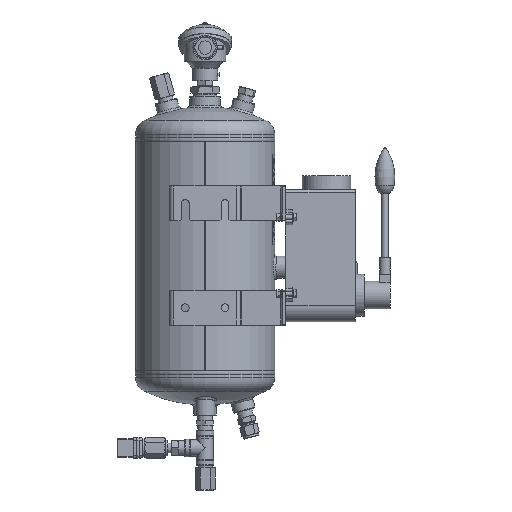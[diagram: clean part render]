
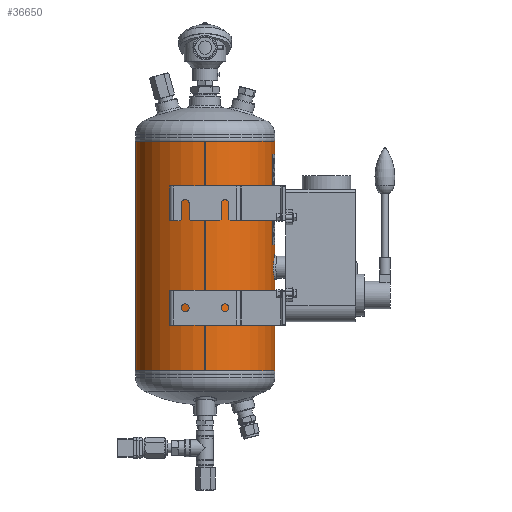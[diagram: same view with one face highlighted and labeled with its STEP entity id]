
A CAD part, left-side view. The second image highlights one B-rep face of the part: STEP entity #36650.
In plain terms, the highlighted cylindrical face has radius 100 mm (diameter 200 mm), a partial arc.
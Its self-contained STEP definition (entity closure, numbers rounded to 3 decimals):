
#2446=LINE('',#58111,#4790);
#2447=LINE('',#58116,#4791);
#2448=LINE('',#58120,#4792);
#2449=LINE('',#58124,#4793);
#4790=VECTOR('',#48838,1000.);
#4791=VECTOR('',#48841,1000.);
#4792=VECTOR('',#48844,1000.);
#4793=VECTOR('',#48847,1000.);
#7134=CIRCLE('',#45407,100.);
#7135=CIRCLE('',#45408,100.);
#7136=CIRCLE('',#45409,100.);
#7137=CIRCLE('',#45410,100.);
#8275=ORIENTED_EDGE('',*,*,#18949,.T.);
#8276=ORIENTED_EDGE('',*,*,#18950,.T.);
#8277=ORIENTED_EDGE('',*,*,#18951,.T.);
#8278=ORIENTED_EDGE('',*,*,#18952,.F.);
#8279=ORIENTED_EDGE('',*,*,#18953,.F.);
#8280=ORIENTED_EDGE('',*,*,#18954,.F.);
#8281=ORIENTED_EDGE('',*,*,#18955,.F.);
#8282=ORIENTED_EDGE('',*,*,#18956,.T.);
#8283=ORIENTED_EDGE('',*,*,#18957,.T.);
#8284=ORIENTED_EDGE('',*,*,#18958,.F.);
#8285=ORIENTED_EDGE('',*,*,#18959,.F.);
#18949=EDGE_CURVE('',#24286,#24286,#28048,.T.);
#18950=EDGE_CURVE('',#24287,#24287,#28049,.T.);
#18951=EDGE_CURVE('',#24288,#24288,#28050,.T.);
#18952=EDGE_CURVE('',#24289,#24290,#2446,.T.);
#18953=EDGE_CURVE('',#24291,#24289,#7134,.T.);
#18954=EDGE_CURVE('',#24292,#24291,#2447,.F.);
#18955=EDGE_CURVE('',#24293,#24292,#7135,.T.);
#18956=EDGE_CURVE('',#24293,#24294,#2448,.T.);
#18957=EDGE_CURVE('',#24294,#24295,#7136,.T.);
#18958=EDGE_CURVE('',#24296,#24295,#2449,.T.);
#18959=EDGE_CURVE('',#24290,#24296,#7137,.T.);
#24286=VERTEX_POINT('',#58086);
#24287=VERTEX_POINT('',#58098);
#24288=VERTEX_POINT('',#58110);
#24289=VERTEX_POINT('',#58112);
#24290=VERTEX_POINT('',#58113);
#24291=VERTEX_POINT('',#58115);
#24292=VERTEX_POINT('',#58117);
#24293=VERTEX_POINT('',#58119);
#24294=VERTEX_POINT('',#58121);
#24295=VERTEX_POINT('',#58123);
#24296=VERTEX_POINT('',#58125);
#28048=B_SPLINE_CURVE_WITH_KNOTS('',3,(#58067,#58068,#58069,#58070,#58071,
#58072,#58073,#58074,#58075,#58076,#58077,#58078,#58079,#58080,#58081,#58082,
#58083,#58084,#58085),.UNSPECIFIED.,.T.,.F.,(1,1,1,1,1,1,1,1,1,1,1,1,1,
1,1,1,1,1,1,1,1,1,1),(-0.018,-0.012,-0.006,
0.,0.006,0.012,0.018,0.023,
0.029,0.035,0.041,0.047,
0.053,0.059,0.065,0.07,
0.076,0.082,0.088,0.094,
0.1,0.106,0.112),.UNSPECIFIED.);
#28049=B_SPLINE_CURVE_WITH_KNOTS('',3,(#58087,#58088,#58089,#58090,#58091,
#58092,#58093,#58094,#58095,#58096,#58097),.UNSPECIFIED.,.T.,.F.,(1,1,1,
1,1,1,1,1,1,1,1,1,1,1,1),(-0.012,-0.008,-0.004,
0.,0.004,0.008,0.012,
0.016,0.02,0.023,0.027,
0.031,0.035,0.039,0.043),
 .UNSPECIFIED.);
#28050=B_SPLINE_CURVE_WITH_KNOTS('',3,(#58099,#58100,#58101,#58102,#58103,
#58104,#58105,#58106,#58107,#58108,#58109),.UNSPECIFIED.,.T.,.F.,(1,1,1,
1,1,1,1,1,1,1,1,1,1,1,1),(-0.012,-0.008,-0.004,
0.,0.004,0.008,0.012,
0.016,0.02,0.023,0.027,
0.031,0.035,0.039,0.043),
 .UNSPECIFIED.);
#29875=EDGE_LOOP('',(#8275));
#29876=EDGE_LOOP('',(#8276));
#29877=EDGE_LOOP('',(#8277));
#29878=EDGE_LOOP('',(#8278,#8279,#8280,#8281,#8282,#8283,#8284,#8285));
#32983=FACE_BOUND('',#29875,.T.);
#32984=FACE_BOUND('',#29876,.T.);
#32985=FACE_BOUND('',#29877,.T.);
#32986=FACE_BOUND('',#29878,.T.);
#36089=CYLINDRICAL_SURFACE('',#45406,100.);
#36650=ADVANCED_FACE('',(#32983,#32984,#32985,#32986),#36089,.T.);
#45406=AXIS2_PLACEMENT_3D('',#58066,#48836,#48837);
#45407=AXIS2_PLACEMENT_3D('',#58114,#48839,#48840);
#45408=AXIS2_PLACEMENT_3D('',#58118,#48842,#48843);
#45409=AXIS2_PLACEMENT_3D('',#58122,#48845,#48846);
#45410=AXIS2_PLACEMENT_3D('',#58126,#48848,#48849);
#48836=DIRECTION('',(0.,-1.,0.));
#48837=DIRECTION('',(0.,0.,-1.));
#48838=DIRECTION('',(0.,-1.,0.));
#48839=DIRECTION('',(0.,1.,0.));
#48840=DIRECTION('',(1.,0.,0.));
#48841=DIRECTION('',(0.,-1.,0.));
#48842=DIRECTION('',(0.,-1.,0.));
#48843=DIRECTION('',(1.,0.,0.));
#48844=DIRECTION('',(0.,-1.,0.));
#48845=DIRECTION('',(0.,1.,0.));
#48846=DIRECTION('',(1.,0.,0.));
#48847=DIRECTION('',(0.,-1.,0.));
#48848=DIRECTION('',(0.,-1.,0.));
#48849=DIRECTION('',(1.,0.,0.));
#58066=CARTESIAN_POINT('',(0.,330.,0.));
#58067=CARTESIAN_POINT('',(-98.994,187.429,14.208));
#58068=CARTESIAN_POINT('',(-98.806,181.503,15.395));
#58069=CARTESIAN_POINT('',(-98.993,175.608,14.214));
#58070=CARTESIAN_POINT('',(-99.436,170.625,10.88));
#58071=CARTESIAN_POINT('',(-99.878,167.295,5.9));
#58072=CARTESIAN_POINT('',(-100.061,166.117,0.009));
#58073=CARTESIAN_POINT('',(-99.879,167.288,-5.887));
#58074=CARTESIAN_POINT('',(-99.437,170.623,-10.879));
#58075=CARTESIAN_POINT('',(-98.992,175.61,-14.215));
#58076=CARTESIAN_POINT('',(-98.807,181.503,-15.391));
#58077=CARTESIAN_POINT('',(-98.992,187.396,-14.219));
#58078=CARTESIAN_POINT('',(-99.435,192.379,-10.892));
#58079=CARTESIAN_POINT('',(-99.877,195.718,-5.914));
#58080=CARTESIAN_POINT('',(-100.061,196.901,-0.013));
#58081=CARTESIAN_POINT('',(-99.878,195.728,5.889));
#58082=CARTESIAN_POINT('',(-99.437,192.395,10.874));
#58083=CARTESIAN_POINT('',(-98.994,187.429,14.208));
#58084=CARTESIAN_POINT('',(-98.806,181.503,15.395));
#58085=CARTESIAN_POINT('',(-98.993,175.608,14.214));
#58086=CARTESIAN_POINT('',(-98.869,181.508,15.));
#58087=CARTESIAN_POINT('',(3.922,158.915,-99.937));
#58088=CARTESIAN_POINT('',(-0.001,160.542,-100.031));
#58089=CARTESIAN_POINT('',(-3.918,158.916,-99.937));
#58090=CARTESIAN_POINT('',(-5.54,155.004,-99.844));
#58091=CARTESIAN_POINT('',(-3.921,151.083,-99.937));
#58092=CARTESIAN_POINT('',(-0.001,149.46,-100.031));
#58093=CARTESIAN_POINT('',(3.913,151.078,-99.938));
#58094=CARTESIAN_POINT('',(5.541,154.994,-99.844));
#58095=CARTESIAN_POINT('',(3.922,158.915,-99.937));
#58096=CARTESIAN_POINT('',(-0.001,160.542,-100.031));
#58097=CARTESIAN_POINT('',(-3.918,158.916,-99.937));
#58098=CARTESIAN_POINT('',(0.,160.,-100.));
#58099=CARTESIAN_POINT('',(3.922,48.915,-99.937));
#58100=CARTESIAN_POINT('',(-0.001,50.542,-100.031));
#58101=CARTESIAN_POINT('',(-3.918,48.916,-99.937));
#58102=CARTESIAN_POINT('',(-5.54,45.004,-99.844));
#58103=CARTESIAN_POINT('',(-3.921,41.083,-99.937));
#58104=CARTESIAN_POINT('',(-0.001,39.46,-100.031));
#58105=CARTESIAN_POINT('',(3.913,41.078,-99.938));
#58106=CARTESIAN_POINT('',(5.541,44.994,-99.844));
#58107=CARTESIAN_POINT('',(3.922,48.915,-99.937));
#58108=CARTESIAN_POINT('',(-0.001,50.542,-100.031));
#58109=CARTESIAN_POINT('',(-3.918,48.916,-99.937));
#58110=CARTESIAN_POINT('',(0.,50.,-100.));
#58111=CARTESIAN_POINT('',(-0.241,165.,100.));
#58112=CARTESIAN_POINT('',(-0.241,330.,100.));
#58113=CARTESIAN_POINT('',(-0.241,265.,100.));
#58114=CARTESIAN_POINT('',(0.,330.,0.));
#58115=CARTESIAN_POINT('',(0.241,330.,100.));
#58116=CARTESIAN_POINT('',(0.241,165.,100.));
#58117=CARTESIAN_POINT('',(0.241,265.,100.));
#58118=CARTESIAN_POINT('',(0.,265.,0.));
#58119=CARTESIAN_POINT('',(0.254,265.,100.));
#58120=CARTESIAN_POINT('',(0.254,265.,100.));
#58121=CARTESIAN_POINT('',(0.254,0.,100.));
#58122=CARTESIAN_POINT('',(0.,0.,0.));
#58123=CARTESIAN_POINT('',(-0.254,0.,100.));
#58124=CARTESIAN_POINT('',(-0.254,265.,100.));
#58125=CARTESIAN_POINT('',(-0.254,265.,100.));
#58126=CARTESIAN_POINT('',(0.,265.,0.));
